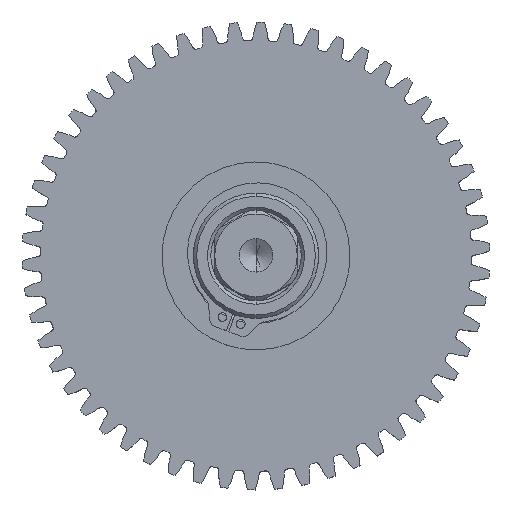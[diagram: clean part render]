
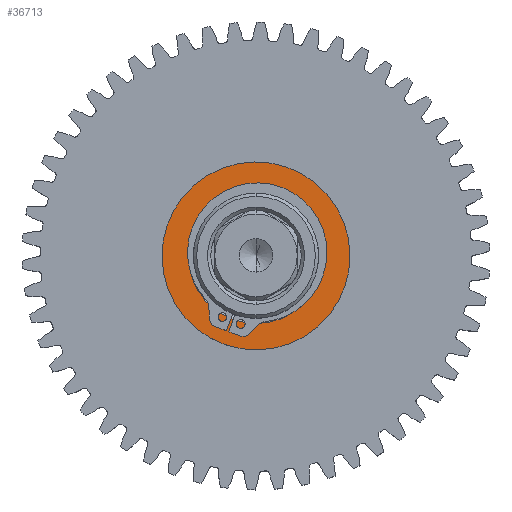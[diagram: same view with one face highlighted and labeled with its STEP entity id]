
A CAD part, top view. The second image highlights one B-rep face of the part: STEP entity #36713.
In plain terms, the highlighted face is planar.
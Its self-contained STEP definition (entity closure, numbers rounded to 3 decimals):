
#670 = DIRECTION ( 'NONE',  ( 0., 0., 1. ) ) ;
#1977 = CARTESIAN_POINT ( 'NONE',  ( -14.288, 0., -3.048 ) ) ;
#5952 = DIRECTION ( 'NONE',  ( 0., 0., 1. ) ) ;
#7140 = AXIS2_PLACEMENT_3D ( 'NONE', #20580, #670, #23819 ) ;
#7459 = CARTESIAN_POINT ( 'NONE',  ( 10.275, 0., -3.048 ) ) ;
#7898 = VERTEX_POINT ( 'NONE', #1977 ) ;
#9043 = CIRCLE ( 'NONE', #17873, 14.288 ) ;
#9385 = CARTESIAN_POINT ( 'NONE',  ( 0., 0., -3.048 ) ) ;
#11477 = DIRECTION ( 'NONE',  ( 0., 0., 1. ) ) ;
#12035 = DIRECTION ( 'NONE',  ( 1., 0., 0. ) ) ;
#12162 = AXIS2_PLACEMENT_3D ( 'NONE', #30844, #11477, #34048 ) ;
#12520 = VERTEX_POINT ( 'NONE', #39792 ) ;
#12690 = DIRECTION ( 'NONE',  ( 1., 0., 0. ) ) ;
#15203 = CIRCLE ( 'NONE', #12162, 14.288 ) ;
#16454 = CARTESIAN_POINT ( 'NONE',  ( -10.275, 0., -3.048 ) ) ;
#16673 = VERTEX_POINT ( 'NONE', #7459 ) ;
#17873 = AXIS2_PLACEMENT_3D ( 'NONE', #25544, #5952, #28791 ) ;
#19084 = VERTEX_POINT ( 'NONE', #16454 ) ;
#20580 = CARTESIAN_POINT ( 'NONE',  ( 0., 0., -3.048 ) ) ;
#21959 = EDGE_LOOP ( 'NONE', ( #33893, #33332 ) ) ;
#22523 = EDGE_LOOP ( 'NONE', ( #34817, #33853 ) ) ;
#23819 = DIRECTION ( 'NONE',  ( 1., 0., 0. ) ) ;
#24343 = FACE_BOUND ( 'NONE', #22523, .T. ) ;
#24966 = PLANE ( 'NONE',  #30312 ) ;
#25314 = CIRCLE ( 'NONE', #7140, 10.275 ) ;
#25387 = CIRCLE ( 'NONE', #40929, 10.275 ) ;
#25544 = CARTESIAN_POINT ( 'NONE',  ( 0., 0., -3.048 ) ) ;
#28204 = CARTESIAN_POINT ( 'NONE',  ( 0., 14.288, -3.048 ) ) ;
#28791 = DIRECTION ( 'NONE',  ( 1., 0., 0. ) ) ;
#30312 = AXIS2_PLACEMENT_3D ( 'NONE', #28204, #33060, #12035 ) ;
#30844 = CARTESIAN_POINT ( 'NONE',  ( 0., 0., -3.048 ) ) ;
#31996 = DIRECTION ( 'NONE',  ( 0., 0., 1. ) ) ;
#32817 = FACE_OUTER_BOUND ( 'NONE', #21959, .T. ) ;
#33060 = DIRECTION ( 'NONE',  ( 0., 0., 1. ) ) ;
#33332 = ORIENTED_EDGE ( 'NONE', *, *, #39401, .F. ) ;
#33853 = ORIENTED_EDGE ( 'NONE', *, *, #40211, .T. ) ;
#33893 = ORIENTED_EDGE ( 'NONE', *, *, #38630, .F. ) ;
#34048 = DIRECTION ( 'NONE',  ( 1., 0., 0. ) ) ;
#34817 = ORIENTED_EDGE ( 'NONE', *, *, #35282, .T. ) ;
#35282 = EDGE_CURVE ( 'NONE', #19084, #16673, #25387, .T. ) ;
#36713 = ADVANCED_FACE ( 'NONE', ( #24343, #32817 ), #24966, .F. ) ;
#38630 = EDGE_CURVE ( 'NONE', #12520, #7898, #9043, .T. ) ;
#39401 = EDGE_CURVE ( 'NONE', #7898, #12520, #15203, .T. ) ;
#39792 = CARTESIAN_POINT ( 'NONE',  ( 14.288, 0., -3.048 ) ) ;
#40211 = EDGE_CURVE ( 'NONE', #16673, #19084, #25314, .T. ) ;
#40929 = AXIS2_PLACEMENT_3D ( 'NONE', #9385, #31996, #12690 ) ;
